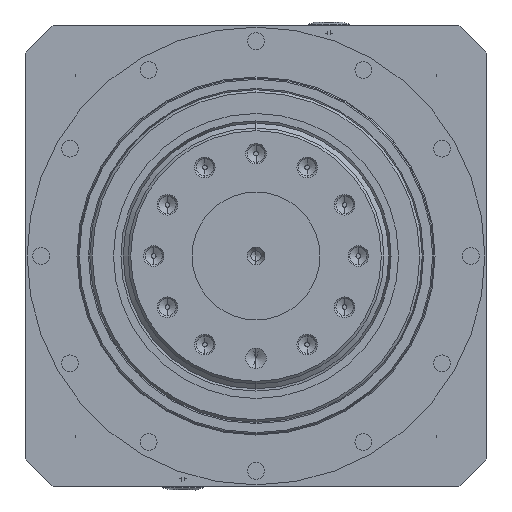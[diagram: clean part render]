
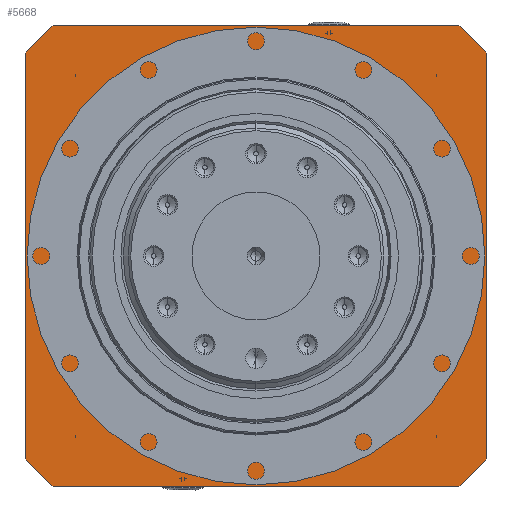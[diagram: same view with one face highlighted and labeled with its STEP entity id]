
A CAD part, left-side view. The second image highlights one B-rep face of the part: STEP entity #5668.
In plain terms, the highlighted planar face has unit normal (-1, 0, 0).
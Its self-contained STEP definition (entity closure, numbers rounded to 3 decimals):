
#23 = DIRECTION ( 'NONE',  ( 0., 0., -1. ) ) ;
#32 = EDGE_CURVE ( 'NONE', #36, #10384, #281, .T. ) ;
#36 = VERTEX_POINT ( 'NONE', #186 ) ;
#186 = CARTESIAN_POINT ( 'NONE',  ( 107., -79.373, 90. ) ) ;
#199 = VECTOR ( 'NONE', #23, 1000. ) ;
#233 = AXIS2_PLACEMENT_3D ( 'NONE', #8359, #3252, #11760 ) ;
#281 = CIRCLE ( 'NONE', #2082, 120. ) ;
#636 = CIRCLE ( 'NONE', #9465, 120. ) ;
#700 = EDGE_CURVE ( 'NONE', #8611, #4077, #2085, .T. ) ;
#831 = FACE_BOUND ( 'NONE', #3119, .T. ) ;
#1222 = CARTESIAN_POINT ( 'NONE',  ( 107., -90., 79.373 ) ) ;
#1439 = VECTOR ( 'NONE', #8085, 1000. ) ;
#1620 = CARTESIAN_POINT ( 'NONE',  ( 107., 120., 90. ) ) ;
#2070 = EDGE_CURVE ( 'NONE', #36, #2625, #2698, .T. ) ;
#2082 = AXIS2_PLACEMENT_3D ( 'NONE', #3308, #7634, #12028 ) ;
#2085 = CIRCLE ( 'NONE', #10031, 65. ) ;
#2170 = CARTESIAN_POINT ( 'NONE',  ( 107., 90., -79.373 ) ) ;
#2292 = DIRECTION ( 'NONE',  ( 0., -1., 0. ) ) ;
#2431 = CARTESIAN_POINT ( 'NONE',  ( 107., 120., -90. ) ) ;
#2625 = VERTEX_POINT ( 'NONE', #4379 ) ;
#2678 = AXIS2_PLACEMENT_3D ( 'NONE', #10899, #4145, #12858 ) ;
#2698 = LINE ( 'NONE', #1620, #1439 ) ;
#3119 = EDGE_LOOP ( 'NONE', ( #9836, #12596 ) ) ;
#3252 = DIRECTION ( 'NONE',  ( 1., 0., 0. ) ) ;
#3308 = CARTESIAN_POINT ( 'NONE',  ( 107., 0., 0. ) ) ;
#3385 = ORIENTED_EDGE ( 'NONE', *, *, #32, .F. ) ;
#3524 = EDGE_CURVE ( 'NONE', #8376, #10384, #10096, .T. ) ;
#4077 = VERTEX_POINT ( 'NONE', #7370 ) ;
#4145 = DIRECTION ( 'NONE',  ( 1., 0., 0. ) ) ;
#4202 = CIRCLE ( 'NONE', #6925, 120. ) ;
#4379 = CARTESIAN_POINT ( 'NONE',  ( 107., 79.373, 90. ) ) ;
#4895 = EDGE_CURVE ( 'NONE', #7649, #12932, #9812, .T. ) ;
#4948 = VECTOR ( 'NONE', #2292, 1000. ) ;
#5014 = EDGE_CURVE ( 'NONE', #12806, #11991, #5834, .T. ) ;
#5237 = FACE_OUTER_BOUND ( 'NONE', #12493, .T. ) ;
#5668 = ADVANCED_FACE ( 'NONE', ( #5237, #831 ), #9496, .F. ) ;
#5763 = DIRECTION ( 'NONE',  ( 0., 0., 1. ) ) ;
#5821 = DIRECTION ( 'NONE',  ( 0., 0., -1. ) ) ;
#5834 = LINE ( 'NONE', #2431, #4948 ) ;
#6383 = ORIENTED_EDGE ( 'NONE', *, *, #9741, .F. ) ;
#6695 = CARTESIAN_POINT ( 'NONE',  ( 107., -79.373, -90. ) ) ;
#6823 = CARTESIAN_POINT ( 'NONE',  ( 107., -90., -79.373 ) ) ;
#6925 = AXIS2_PLACEMENT_3D ( 'NONE', #12326, #12388, #8939 ) ;
#7064 = DIRECTION ( 'NONE',  ( 0., 0., -1. ) ) ;
#7370 = CARTESIAN_POINT ( 'NONE',  ( 107., 0., 65. ) ) ;
#7438 = AXIS2_PLACEMENT_3D ( 'NONE', #9012, #11411, #5821 ) ;
#7448 = DIRECTION ( 'NONE',  ( 0., 0., -1. ) ) ;
#7522 = CARTESIAN_POINT ( 'NONE',  ( 107., 0., 0. ) ) ;
#7613 = ORIENTED_EDGE ( 'NONE', *, *, #12740, .F. ) ;
#7634 = DIRECTION ( 'NONE',  ( 1., 0., 0. ) ) ;
#7649 = VERTEX_POINT ( 'NONE', #13838 ) ;
#7861 = VECTOR ( 'NONE', #5763, 1000. ) ;
#8085 = DIRECTION ( 'NONE',  ( 0., 1., 0. ) ) ;
#8128 = CARTESIAN_POINT ( 'NONE',  ( 107., 79.373, -90. ) ) ;
#8359 = CARTESIAN_POINT ( 'NONE',  ( 107., 120., 0. ) ) ;
#8376 = VERTEX_POINT ( 'NONE', #6823 ) ;
#8579 = CIRCLE ( 'NONE', #7438, 120. ) ;
#8611 = VERTEX_POINT ( 'NONE', #8987 ) ;
#8939 = DIRECTION ( 'NONE',  ( 0., 0., -1. ) ) ;
#8987 = CARTESIAN_POINT ( 'NONE',  ( 107., 0., -65. ) ) ;
#9012 = CARTESIAN_POINT ( 'NONE',  ( 107., 0., 0. ) ) ;
#9248 = CIRCLE ( 'NONE', #2678, 65. ) ;
#9465 = AXIS2_PLACEMENT_3D ( 'NONE', #10265, #9472, #7064 ) ;
#9472 = DIRECTION ( 'NONE',  ( 1., 0., 0. ) ) ;
#9496 = PLANE ( 'NONE',  #233 ) ;
#9539 = ORIENTED_EDGE ( 'NONE', *, *, #13262, .F. ) ;
#9660 = DIRECTION ( 'NONE',  ( 1., 0., 0. ) ) ;
#9741 = EDGE_CURVE ( 'NONE', #12806, #12932, #4202, .T. ) ;
#9812 = LINE ( 'NONE', #12989, #199 ) ;
#9836 = ORIENTED_EDGE ( 'NONE', *, *, #700, .T. ) ;
#10031 = AXIS2_PLACEMENT_3D ( 'NONE', #7522, #9660, #7448 ) ;
#10096 = LINE ( 'NONE', #12001, #7861 ) ;
#10265 = CARTESIAN_POINT ( 'NONE',  ( 107., 0., 0. ) ) ;
#10384 = VERTEX_POINT ( 'NONE', #1222 ) ;
#10580 = ORIENTED_EDGE ( 'NONE', *, *, #3524, .T. ) ;
#10899 = CARTESIAN_POINT ( 'NONE',  ( 107., 0., 0. ) ) ;
#11411 = DIRECTION ( 'NONE',  ( 1., 0., 0. ) ) ;
#11546 = ORIENTED_EDGE ( 'NONE', *, *, #5014, .T. ) ;
#11760 = DIRECTION ( 'NONE',  ( 0., 1., 0. ) ) ;
#11991 = VERTEX_POINT ( 'NONE', #6695 ) ;
#12001 = CARTESIAN_POINT ( 'NONE',  ( 107., -90., 0. ) ) ;
#12028 = DIRECTION ( 'NONE',  ( 0., 0., -1. ) ) ;
#12326 = CARTESIAN_POINT ( 'NONE',  ( 107., 0., 0. ) ) ;
#12388 = DIRECTION ( 'NONE',  ( 1., 0., 0. ) ) ;
#12493 = EDGE_LOOP ( 'NONE', ( #9539, #10580, #3385, #12532, #7613, #13371, #6383, #11546 ) ) ;
#12532 = ORIENTED_EDGE ( 'NONE', *, *, #2070, .T. ) ;
#12596 = ORIENTED_EDGE ( 'NONE', *, *, #12952, .T. ) ;
#12740 = EDGE_CURVE ( 'NONE', #7649, #2625, #636, .T. ) ;
#12806 = VERTEX_POINT ( 'NONE', #8128 ) ;
#12858 = DIRECTION ( 'NONE',  ( 0., 0., -1. ) ) ;
#12932 = VERTEX_POINT ( 'NONE', #2170 ) ;
#12952 = EDGE_CURVE ( 'NONE', #4077, #8611, #9248, .T. ) ;
#12989 = CARTESIAN_POINT ( 'NONE',  ( 107., 90., 0. ) ) ;
#13262 = EDGE_CURVE ( 'NONE', #8376, #11991, #8579, .T. ) ;
#13371 = ORIENTED_EDGE ( 'NONE', *, *, #4895, .T. ) ;
#13838 = CARTESIAN_POINT ( 'NONE',  ( 107., 90., 79.373 ) ) ;
